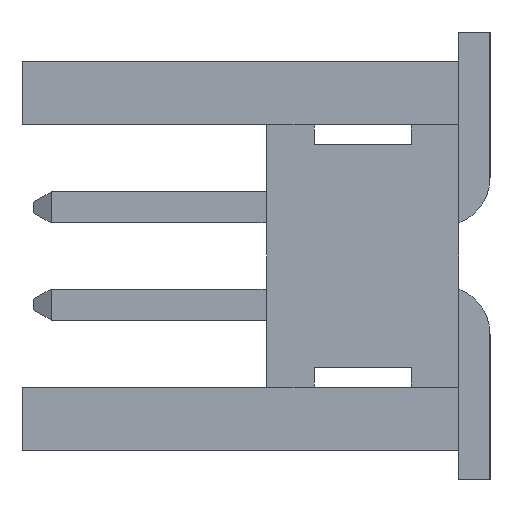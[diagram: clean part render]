
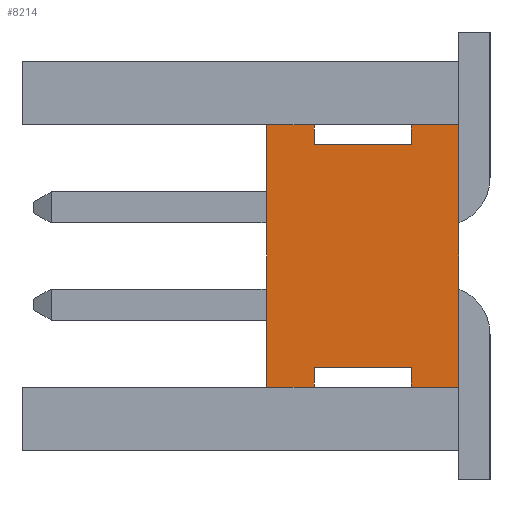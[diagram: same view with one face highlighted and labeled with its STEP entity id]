
A CAD part, left-side view. The second image highlights one B-rep face of the part: STEP entity #8214.
In plain terms, the highlighted planar face has unit normal (-1, 0, 0).
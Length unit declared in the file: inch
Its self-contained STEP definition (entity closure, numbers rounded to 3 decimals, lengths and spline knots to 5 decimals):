
#273=ORIENTED_EDGE('',*,*,#2643,.F.);
#274=ORIENTED_EDGE('',*,*,#2644,.F.);
#275=ORIENTED_EDGE('',*,*,#2534,.T.);
#276=ORIENTED_EDGE('',*,*,#2645,.T.);
#277=ORIENTED_EDGE('',*,*,#2525,.F.);
#278=ORIENTED_EDGE('',*,*,#2646,.F.);
#279=ORIENTED_EDGE('',*,*,#2647,.F.);
#280=ORIENTED_EDGE('',*,*,#2648,.F.);
#281=ORIENTED_EDGE('',*,*,#2530,.F.);
#282=ORIENTED_EDGE('',*,*,#2649,.F.);
#283=ORIENTED_EDGE('',*,*,#2538,.T.);
#284=ORIENTED_EDGE('',*,*,#2650,.F.);
#2525=EDGE_CURVE('',#3724,#3725,#4500,.T.);
#2530=EDGE_CURVE('',#3728,#3727,#4505,.T.);
#2534=EDGE_CURVE('',#3730,#3732,#4509,.T.);
#2538=EDGE_CURVE('',#3734,#3736,#4513,.T.);
#2643=EDGE_CURVE('',#3809,#3810,#4618,.T.);
#2644=EDGE_CURVE('',#3730,#3809,#4619,.T.);
#2645=EDGE_CURVE('',#3732,#3725,#4620,.T.);
#2646=EDGE_CURVE('',#3811,#3724,#4621,.T.);
#2647=EDGE_CURVE('',#3812,#3811,#4622,.T.);
#2648=EDGE_CURVE('',#3727,#3812,#4623,.T.);
#2649=EDGE_CURVE('',#3734,#3728,#4624,.T.);
#2650=EDGE_CURVE('',#3810,#3736,#4625,.T.);
#3724=VERTEX_POINT('',#11315);
#3725=VERTEX_POINT('',#11317);
#3727=VERTEX_POINT('',#11322);
#3728=VERTEX_POINT('',#11325);
#3730=VERTEX_POINT('',#11330);
#3732=VERTEX_POINT('',#11334);
#3734=VERTEX_POINT('',#11339);
#3736=VERTEX_POINT('',#11343);
#3809=VERTEX_POINT('',#11557);
#3810=VERTEX_POINT('',#11558);
#3811=VERTEX_POINT('',#11562);
#3812=VERTEX_POINT('',#11564);
#4500=LINE('',#11316,#5665);
#4505=LINE('',#11326,#5670);
#4509=LINE('',#11335,#5674);
#4513=LINE('',#11344,#5678);
#4618=LINE('',#11556,#5783);
#4619=LINE('',#11559,#5784);
#4620=LINE('',#11560,#5785);
#4621=LINE('',#11561,#5786);
#4622=LINE('',#11563,#5787);
#4623=LINE('',#11565,#5788);
#4624=LINE('',#11566,#5789);
#4625=LINE('',#11567,#5790);
#5665=VECTOR('',#9171,39.37008);
#5670=VECTOR('',#9178,39.37008);
#5674=VECTOR('',#9184,39.37008);
#5678=VECTOR('',#9190,39.37008);
#5783=VECTOR('',#9365,39.37008);
#5784=VECTOR('',#9366,39.37008);
#5785=VECTOR('',#9367,39.37008);
#5786=VECTOR('',#9368,39.37008);
#5787=VECTOR('',#9369,39.37008);
#5788=VECTOR('',#9370,39.37008);
#5789=VECTOR('',#9371,39.37008);
#5790=VECTOR('',#9372,39.37008);
#6847=EDGE_LOOP('',(#273,#274,#275,#276,#277,#278,#279,#280,#281,#282,#283,
#284));
#7320=FACE_BOUND('',#6847,.T.);
#7793=PLANE('',#8693);
#8214=ADVANCED_FACE('',(#7320),#7793,.F.);
#8693=AXIS2_PLACEMENT_3D('',#11555,#9363,#9364);
#9171=DIRECTION('',(0.,-1.,0.));
#9178=DIRECTION('',(0.,-1.,0.));
#9184=DIRECTION('',(0.,-1.,0.));
#9190=DIRECTION('',(0.,-1.,0.));
#9363=DIRECTION('',(1.,0.,0.));
#9364=DIRECTION('',(0.,0.,-1.));
#9365=DIRECTION('',(0.,1.,0.));
#9366=DIRECTION('',(0.,0.,1.));
#9367=DIRECTION('',(0.,0.,1.));
#9368=DIRECTION('',(0.,0.,1.));
#9369=DIRECTION('',(0.,-1.,0.));
#9370=DIRECTION('',(0.,0.,-1.));
#9371=DIRECTION('',(0.,0.,1.));
#9372=DIRECTION('',(0.,0.,-1.));
#11315=CARTESIAN_POINT('',(-0.25,0.0245,0.0675));
#11316=CARTESIAN_POINT('',(-0.25,0.099,0.0675));
#11317=CARTESIAN_POINT('',(-0.25,0.,0.0675));
#11322=CARTESIAN_POINT('',(-0.25,0.0745,0.0675));
#11325=CARTESIAN_POINT('',(-0.25,0.099,0.0675));
#11326=CARTESIAN_POINT('',(-0.25,0.099,0.0675));
#11330=CARTESIAN_POINT('',(-0.25,0.0245,-0.0675));
#11334=CARTESIAN_POINT('',(-0.25,0.,-0.0675));
#11335=CARTESIAN_POINT('',(-0.25,0.099,-0.0675));
#11339=CARTESIAN_POINT('',(-0.25,0.099,-0.0675));
#11343=CARTESIAN_POINT('',(-0.25,0.0745,-0.0675));
#11344=CARTESIAN_POINT('',(-0.25,0.099,-0.0675));
#11555=CARTESIAN_POINT('',(-0.25,0.099,-0.0675));
#11556=CARTESIAN_POINT('',(-0.25,0.0245,-0.0575));
#11557=CARTESIAN_POINT('',(-0.25,0.0245,-0.0575));
#11558=CARTESIAN_POINT('',(-0.25,0.0745,-0.0575));
#11559=CARTESIAN_POINT('',(-0.25,0.0245,-0.0675));
#11560=CARTESIAN_POINT('',(-0.25,0.,-0.0675));
#11561=CARTESIAN_POINT('',(-0.25,0.0245,0.0575));
#11562=CARTESIAN_POINT('',(-0.25,0.0245,0.0575));
#11563=CARTESIAN_POINT('',(-0.25,0.0745,0.0575));
#11564=CARTESIAN_POINT('',(-0.25,0.0745,0.0575));
#11565=CARTESIAN_POINT('',(-0.25,0.0745,0.0675));
#11566=CARTESIAN_POINT('',(-0.25,0.099,-0.0675));
#11567=CARTESIAN_POINT('',(-0.25,0.0745,-0.0575));
